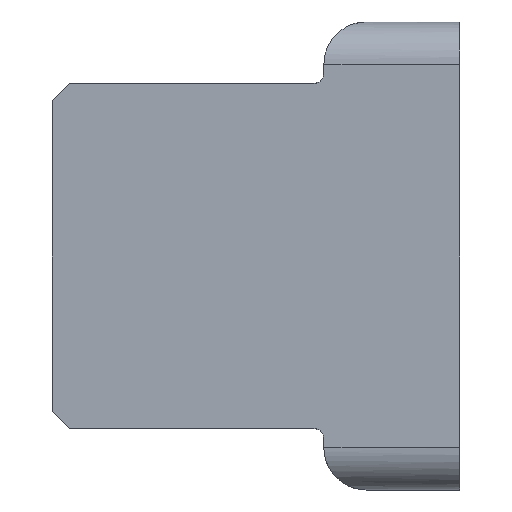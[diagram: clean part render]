
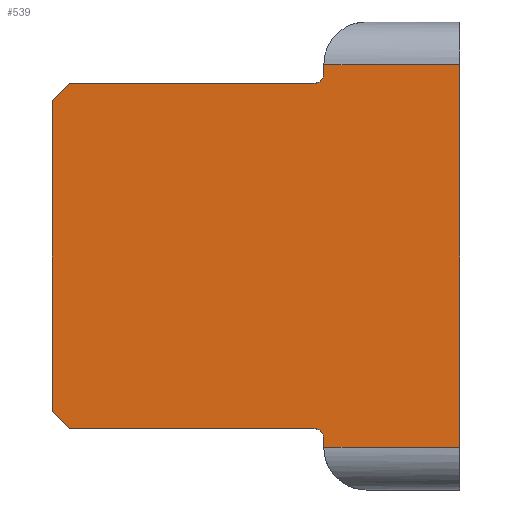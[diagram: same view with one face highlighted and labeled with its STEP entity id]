
A CAD part, front view. The second image highlights one B-rep face of the part: STEP entity #539.
In plain terms, the highlighted planar face has unit normal (0, -1, 0).
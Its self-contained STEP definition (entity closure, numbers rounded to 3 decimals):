
#12 = VECTOR ( 'NONE', #383, 1000. ) ;
#48 = CARTESIAN_POINT ( 'NONE',  ( -62.708, 110.421, -7.3 ) ) ;
#54 = EDGE_CURVE ( 'NONE', #1227, #187, #444, .T. ) ;
#59 = VERTEX_POINT ( 'NONE', #873 ) ;
#63 = DIRECTION ( 'NONE',  ( 0.707, 0., 0.707 ) ) ;
#87 = DIRECTION ( 'NONE',  ( 0., 0., -1. ) ) ;
#88 = CARTESIAN_POINT ( 'NONE',  ( -49.938, 110.42, 8.6 ) ) ;
#94 = VECTOR ( 'NONE', #87, 1000. ) ;
#117 = CARTESIAN_POINT ( 'NONE',  ( -5.59, 110.418, 8.1 ) ) ;
#127 = CARTESIAN_POINT ( 'NONE',  ( -50.438, 110.42, 8.1 ) ) ;
#135 = LINE ( 'NONE', #549, #1286 ) ;
#139 = CIRCLE ( 'NONE', #779, 0.5 ) ;
#142 = LINE ( 'NONE', #793, #1199 ) ;
#170 = EDGE_CURVE ( 'NONE', #401, #727, #1031, .T. ) ;
#185 = CARTESIAN_POINT ( 'NONE',  ( -49.938, 110.42, 11. ) ) ;
#187 = VERTEX_POINT ( 'NONE', #619 ) ;
#200 = VECTOR ( 'NONE', #307, 1000. ) ;
#207 = LINE ( 'NONE', #185, #94 ) ;
#210 = VERTEX_POINT ( 'NONE', #88 ) ;
#228 = CARTESIAN_POINT ( 'NONE',  ( -49.938, 110.42, 9. ) ) ;
#240 = LINE ( 'NONE', #772, #554 ) ;
#267 = LINE ( 'NONE', #1320, #1281 ) ;
#279 = ORIENTED_EDGE ( 'NONE', *, *, #1297, .F. ) ;
#287 = CARTESIAN_POINT ( 'NONE',  ( -64.883, 110.421, -5.125 ) ) ;
#303 = DIRECTION ( 'NONE',  ( 0., 1., 0. ) ) ;
#307 = DIRECTION ( 'NONE',  ( -1., 0., 0. ) ) ;
#311 = VECTOR ( 'NONE', #540, 1000. ) ;
#375 = ORIENTED_EDGE ( 'NONE', *, *, #993, .F. ) ;
#383 = DIRECTION ( 'NONE',  ( -0.707, 0., 0.707 ) ) ;
#401 = VERTEX_POINT ( 'NONE', #1203 ) ;
#444 = LINE ( 'NONE', #117, #311 ) ;
#450 = DIRECTION ( 'NONE',  ( 0., 1., 0. ) ) ;
#456 = LINE ( 'NONE', #870, #577 ) ;
#502 = EDGE_LOOP ( 'NONE', ( #1270, #1299, #697, #1070, #375, #550, #1117, #1047, #1345, #739, #279, #1130 ) ) ;
#533 = DIRECTION ( 'NONE',  ( 0., 1., 0. ) ) ;
#539 = ADVANCED_FACE ( 'NONE', ( #836 ), #1150, .F. ) ;
#540 = DIRECTION ( 'NONE',  ( -1., 0., 0. ) ) ;
#542 = DIRECTION ( 'NONE',  ( -1., 0., 0. ) ) ;
#549 = CARTESIAN_POINT ( 'NONE',  ( -43.55, 110.42, 9. ) ) ;
#550 = ORIENTED_EDGE ( 'NONE', *, *, #1076, .T. ) ;
#553 = CARTESIAN_POINT ( 'NONE',  ( -50.438, 110.42, 8.6 ) ) ;
#554 = VECTOR ( 'NONE', #1304, 1000. ) ;
#566 = EDGE_CURVE ( 'NONE', #971, #687, #240, .T. ) ;
#577 = VECTOR ( 'NONE', #1182, 1000. ) ;
#594 = VERTEX_POINT ( 'NONE', #976 ) ;
#597 = CARTESIAN_POINT ( 'NONE',  ( -61.908, 110.421, -8.1 ) ) ;
#606 = EDGE_CURVE ( 'NONE', #971, #59, #135, .T. ) ;
#611 = EDGE_CURVE ( 'NONE', #1183, #594, #456, .T. ) ;
#619 = CARTESIAN_POINT ( 'NONE',  ( -61.908, 110.421, 8.1 ) ) ;
#628 = VERTEX_POINT ( 'NONE', #48 ) ;
#633 = AXIS2_PLACEMENT_3D ( 'NONE', #769, #533, #542 ) ;
#651 = EDGE_CURVE ( 'NONE', #210, #1227, #139, .T. ) ;
#687 = VERTEX_POINT ( 'NONE', #228 ) ;
#697 = ORIENTED_EDGE ( 'NONE', *, *, #651, .T. ) ;
#710 = VERTEX_POINT ( 'NONE', #1072 ) ;
#727 = VERTEX_POINT ( 'NONE', #597 ) ;
#739 = ORIENTED_EDGE ( 'NONE', *, *, #611, .T. ) ;
#769 = CARTESIAN_POINT ( 'NONE',  ( -50.438, 110.42, -8.6 ) ) ;
#772 = CARTESIAN_POINT ( 'NONE',  ( -43.55, 110.42, 9. ) ) ;
#778 = DIRECTION ( 'NONE',  ( -1., 0., 0. ) ) ;
#779 = AXIS2_PLACEMENT_3D ( 'NONE', #553, #450, #778 ) ;
#784 = EDGE_CURVE ( 'NONE', #727, #628, #796, .T. ) ;
#793 = CARTESIAN_POINT ( 'NONE',  ( -64.883, 110.421, 5.125 ) ) ;
#796 = LINE ( 'NONE', #287, #12 ) ;
#828 = CARTESIAN_POINT ( 'NONE',  ( -43.55, 110.42, 9. ) ) ;
#830 = VECTOR ( 'NONE', #866, 1000. ) ;
#836 = FACE_OUTER_BOUND ( 'NONE', #502, .T. ) ;
#866 = DIRECTION ( 'NONE',  ( -1., 0., 0. ) ) ;
#870 = CARTESIAN_POINT ( 'NONE',  ( -49.938, 110.42, 11. ) ) ;
#873 = CARTESIAN_POINT ( 'NONE',  ( -43.55, 110.42, -9. ) ) ;
#882 = LINE ( 'NONE', #1078, #830 ) ;
#925 = DIRECTION ( 'NONE',  ( 0., 0., -1. ) ) ;
#945 = CARTESIAN_POINT ( 'NONE',  ( -5.59, 110.418, -8.1 ) ) ;
#971 = VERTEX_POINT ( 'NONE', #1160 ) ;
#976 = CARTESIAN_POINT ( 'NONE',  ( -49.938, 110.42, -9. ) ) ;
#990 = DIRECTION ( 'NONE',  ( 0., 0., -1. ) ) ;
#993 = EDGE_CURVE ( 'NONE', #710, #187, #142, .T. ) ;
#1031 = LINE ( 'NONE', #945, #200 ) ;
#1047 = ORIENTED_EDGE ( 'NONE', *, *, #170, .F. ) ;
#1051 = CIRCLE ( 'NONE', #633, 0.5 ) ;
#1070 = ORIENTED_EDGE ( 'NONE', *, *, #54, .T. ) ;
#1072 = CARTESIAN_POINT ( 'NONE',  ( -62.708, 110.421, 7.3 ) ) ;
#1076 = EDGE_CURVE ( 'NONE', #710, #628, #267, .T. ) ;
#1078 = CARTESIAN_POINT ( 'NONE',  ( -43.55, 110.42, -9. ) ) ;
#1098 = EDGE_CURVE ( 'NONE', #687, #210, #207, .T. ) ;
#1117 = ORIENTED_EDGE ( 'NONE', *, *, #784, .F. ) ;
#1130 = ORIENTED_EDGE ( 'NONE', *, *, #606, .F. ) ;
#1133 = AXIS2_PLACEMENT_3D ( 'NONE', #828, #303, #925 ) ;
#1150 = PLANE ( 'NONE',  #1133 ) ;
#1160 = CARTESIAN_POINT ( 'NONE',  ( -43.55, 110.42, 9. ) ) ;
#1182 = DIRECTION ( 'NONE',  ( 0., 0., -1. ) ) ;
#1183 = VERTEX_POINT ( 'NONE', #1361 ) ;
#1199 = VECTOR ( 'NONE', #63, 1000. ) ;
#1203 = CARTESIAN_POINT ( 'NONE',  ( -50.438, 110.42, -8.1 ) ) ;
#1212 = EDGE_CURVE ( 'NONE', #401, #1183, #1051, .T. ) ;
#1227 = VERTEX_POINT ( 'NONE', #127 ) ;
#1270 = ORIENTED_EDGE ( 'NONE', *, *, #566, .T. ) ;
#1281 = VECTOR ( 'NONE', #1306, 1000. ) ;
#1286 = VECTOR ( 'NONE', #990, 1000. ) ;
#1297 = EDGE_CURVE ( 'NONE', #59, #594, #882, .T. ) ;
#1299 = ORIENTED_EDGE ( 'NONE', *, *, #1098, .T. ) ;
#1304 = DIRECTION ( 'NONE',  ( -1., 0., 0. ) ) ;
#1306 = DIRECTION ( 'NONE',  ( 0., 0., -1. ) ) ;
#1320 = CARTESIAN_POINT ( 'NONE',  ( -62.708, 110.421, 11. ) ) ;
#1345 = ORIENTED_EDGE ( 'NONE', *, *, #1212, .T. ) ;
#1361 = CARTESIAN_POINT ( 'NONE',  ( -49.938, 110.42, -8.6 ) ) ;
